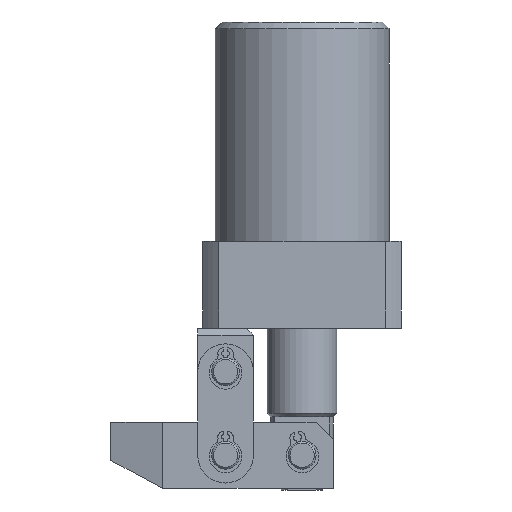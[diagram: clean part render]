
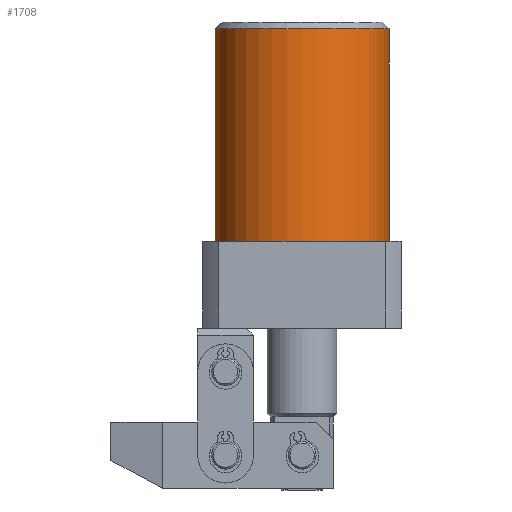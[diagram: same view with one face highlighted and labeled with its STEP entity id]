
A CAD part, front view. The second image highlights one B-rep face of the part: STEP entity #1708.
In plain terms, the highlighted cylindrical face has radius 25 mm (diameter 50 mm), a partial arc.
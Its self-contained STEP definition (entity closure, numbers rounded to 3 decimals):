
#136 = VERTEX_POINT ( 'NONE', #6227 ) ;
#201 = VERTEX_POINT ( 'NONE', #5766 ) ;
#203 = VERTEX_POINT ( 'NONE', #5768 ) ;
#208 = VERTEX_POINT ( 'NONE', #5801 ) ;
#744 = FACE_OUTER_BOUND ( 'NONE', #2613, .T. ) ;
#751 = CYLINDRICAL_SURFACE ( 'NONE', #8505, 25. ) ;
#1282 = CARTESIAN_POINT ( 'NONE',  ( 0., 0., 88. ) ) ;
#1283 = DIRECTION ( 'NONE',  ( 0., 0., -1. ) ) ;
#1290 = DIRECTION ( 'NONE',  ( -1., 0., 0. ) ) ;
#1708 = ADVANCED_FACE ( 'NONE', ( #744 ), #751, .T. ) ;
#2613 = EDGE_LOOP ( 'NONE', ( #6847, #6845, #6842, #6840 ) ) ;
#3297 = DIRECTION ( 'NONE',  ( 0., 0., -1. ) ) ;
#3389 = DIRECTION ( 'NONE',  ( 0., 0., -1. ) ) ;
#3397 = CARTESIAN_POINT ( 'NONE',  ( -25., 0., 88. ) ) ;
#3398 = CARTESIAN_POINT ( 'NONE',  ( 25., 0., 88. ) ) ;
#5227 = DIRECTION ( 'NONE',  ( 1., 0., 0. ) ) ;
#5228 = DIRECTION ( 'NONE',  ( 0., 0., -1. ) ) ;
#5229 = CARTESIAN_POINT ( 'NONE',  ( 0., 0., 86. ) ) ;
#5234 = CARTESIAN_POINT ( 'NONE',  ( 0., 0., 25. ) ) ;
#5236 = DIRECTION ( 'NONE',  ( 1., 0., 0. ) ) ;
#5240 = DIRECTION ( 'NONE',  ( 0., 0., 1. ) ) ;
#5766 = CARTESIAN_POINT ( 'NONE',  ( 25., 0., 86. ) ) ;
#5768 = CARTESIAN_POINT ( 'NONE',  ( -25., 0., 25. ) ) ;
#5801 = CARTESIAN_POINT ( 'NONE',  ( 25., 0., 25. ) ) ;
#6227 = CARTESIAN_POINT ( 'NONE',  ( -25., 0., 86. ) ) ;
#6840 = ORIENTED_EDGE ( 'NONE', *, *, #8075, .T. ) ;
#6842 = ORIENTED_EDGE ( 'NONE', *, *, #8136, .T. ) ;
#6845 = ORIENTED_EDGE ( 'NONE', *, *, #8046, .T. ) ;
#6847 = ORIENTED_EDGE ( 'NONE', *, *, #8138, .F. ) ;
#7169 = CIRCLE ( 'NONE', #8653, 25. ) ;
#7211 = CIRCLE ( 'NONE', #8665, 25. ) ;
#7282 = LINE ( 'NONE', #3398, #7297 ) ;
#7293 = LINE ( 'NONE', #3397, #7294 ) ;
#7294 = VECTOR ( 'NONE', #3389, 1000. ) ;
#7297 = VECTOR ( 'NONE', #3297, 1000. ) ;
#8046 = EDGE_CURVE ( 'NONE', #201, #136, #7169, .T. ) ;
#8075 = EDGE_CURVE ( 'NONE', #203, #208, #7211, .T. ) ;
#8136 = EDGE_CURVE ( 'NONE', #136, #203, #7293, .T. ) ;
#8138 = EDGE_CURVE ( 'NONE', #201, #208, #7282, .T. ) ;
#8505 = AXIS2_PLACEMENT_3D ( 'NONE', #1282, #1283, #1290 ) ;
#8653 = AXIS2_PLACEMENT_3D ( 'NONE', #5229, #5228, #5227 ) ;
#8665 = AXIS2_PLACEMENT_3D ( 'NONE', #5234, #5240, #5236 ) ;
